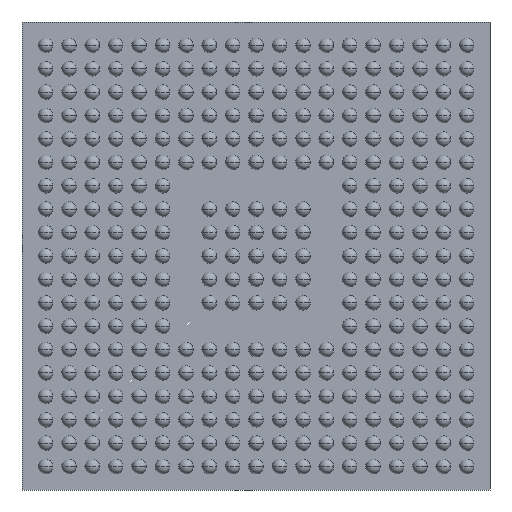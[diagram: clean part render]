
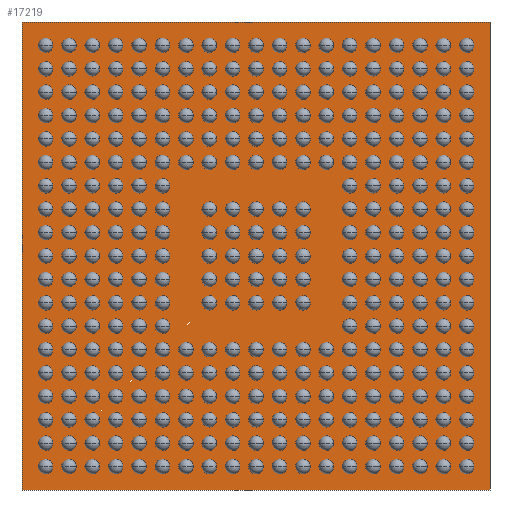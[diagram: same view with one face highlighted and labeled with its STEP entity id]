
A CAD part, front view. The second image highlights one B-rep face of the part: STEP entity #17219.
In plain terms, the highlighted planar face has unit normal (0, -1, 0).
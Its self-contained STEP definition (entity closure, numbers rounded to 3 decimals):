
#187 = LINE ( 'NONE', #20333, #19986 ) ;
#896 = LINE ( 'NONE', #12574, #27151 ) ;
#2040 = DIRECTION ( 'NONE',  ( 0., 0., -1. ) ) ;
#3004 = CARTESIAN_POINT ( 'NONE',  ( 8., 0., 8. ) ) ;
#3325 = ORIENTED_EDGE ( 'NONE', *, *, #16203, .F. ) ;
#3500 = FACE_OUTER_BOUND ( 'NONE', #5947, .T. ) ;
#3579 = CARTESIAN_POINT ( 'NONE',  ( -8., 0., -8. ) ) ;
#5250 = VERTEX_POINT ( 'NONE', #8422 ) ;
#5947 = EDGE_LOOP ( 'NONE', ( #22657, #26812, #20604, #3325 ) ) ;
#7461 = CARTESIAN_POINT ( 'NONE',  ( 0., 0., 0. ) ) ;
#8422 = CARTESIAN_POINT ( 'NONE',  ( -8., 0., 8. ) ) ;
#10040 = DIRECTION ( 'NONE',  ( 0., 0., 1. ) ) ;
#11417 = EDGE_CURVE ( 'NONE', #16230, #13122, #187, .T. ) ;
#12574 = CARTESIAN_POINT ( 'NONE',  ( 8., 0., 8. ) ) ;
#12764 = DIRECTION ( 'NONE',  ( 1., 0., 0. ) ) ;
#13122 = VERTEX_POINT ( 'NONE', #3579 ) ;
#13558 = DIRECTION ( 'NONE',  ( -1., 0., 0. ) ) ;
#14045 = VERTEX_POINT ( 'NONE', #3004 ) ;
#15684 = VECTOR ( 'NONE', #27719, 1000. ) ;
#16203 = EDGE_CURVE ( 'NONE', #5250, #14045, #896, .T. ) ;
#16230 = VERTEX_POINT ( 'NONE', #27920 ) ;
#17219 = ADVANCED_FACE ( 'NONE', ( #3500 ), #27192, .F. ) ;
#17609 = CARTESIAN_POINT ( 'NONE',  ( 8., 0., 8. ) ) ;
#17882 = EDGE_CURVE ( 'NONE', #13122, #5250, #21491, .T. ) ;
#18637 = DIRECTION ( 'NONE',  ( 0., 1., 0. ) ) ;
#19986 = VECTOR ( 'NONE', #13558, 1000. ) ;
#20333 = CARTESIAN_POINT ( 'NONE',  ( 8., 0., -8. ) ) ;
#20604 = ORIENTED_EDGE ( 'NONE', *, *, #22103, .F. ) ;
#20809 = LINE ( 'NONE', #17609, #23589 ) ;
#21491 = LINE ( 'NONE', #23359, #15684 ) ;
#22103 = EDGE_CURVE ( 'NONE', #14045, #16230, #20809, .T. ) ;
#22657 = ORIENTED_EDGE ( 'NONE', *, *, #17882, .F. ) ;
#23359 = CARTESIAN_POINT ( 'NONE',  ( -8., 0., 8. ) ) ;
#23589 = VECTOR ( 'NONE', #2040, 1000. ) ;
#25086 = AXIS2_PLACEMENT_3D ( 'NONE', #7461, #18637, #10040 ) ;
#26812 = ORIENTED_EDGE ( 'NONE', *, *, #11417, .F. ) ;
#27151 = VECTOR ( 'NONE', #12764, 1000. ) ;
#27192 = PLANE ( 'NONE',  #25086 ) ;
#27719 = DIRECTION ( 'NONE',  ( 0., 0., 1. ) ) ;
#27920 = CARTESIAN_POINT ( 'NONE',  ( 8., 0., -8. ) ) ;
